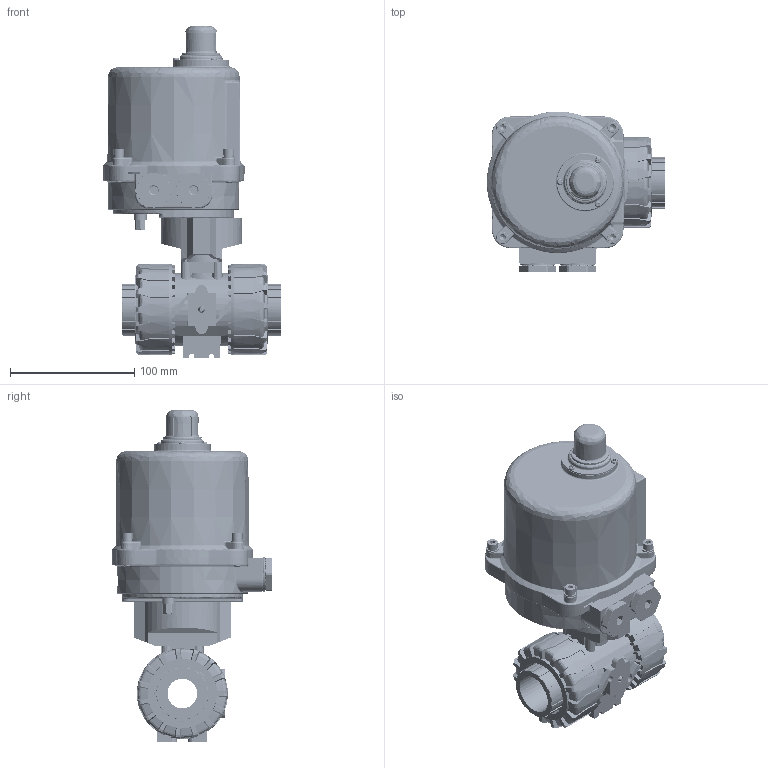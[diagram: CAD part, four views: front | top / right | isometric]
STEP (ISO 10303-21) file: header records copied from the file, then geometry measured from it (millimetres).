
FILE_DESCRIPTION (( 'STEP AP214' ), '1' );
FILE_NAME ('vkdiv032e.STEP', '2018-04-16T12:52:21', ( '' ), ( '' ), 'SwSTEP 2.0', 'SolidWorks 2014', '' );
FILE_SCHEMA (( 'AUTOMOTIVE_DESIGN' ));
Length unit declared in the file: millimetre
Products named in the file (24): OM1A90(油鏡視窗); OM1A72(油鏡固定座); 固定螺絲); -無字); OMA150A (本體座-PS); vkdiv032e_06; vkdiv032e_05; vkdiv032e_04; Fip adapter; vkdiv032e_03; OM1 (dimension); vkdiv032e_02; OMA157 (扒孕D動齒輪); vkdiv032e_01; TC 10-20-5(油封); KC 23-28-5(油封); vkdiv032e; OMA151 (出力軸); GOMS03 (防水塞橡膠華司)_2; GOMS02 (¨¾¤ô¶ë ¥¤À)_2; OM1比例式貼紙; M3x0.5x4L (丸頭十字螺絲)_1; OM1A92(開度指示); OM1A91(油鏡保驍)
Assembly tree (30 placements, depth 3):
  vkdiv032e
    vkdiv032e_01
    vkdiv032e_02
    vkdiv032e_03
    vkdiv032e_04
    vkdiv032e_05
    vkdiv032e_06
    OM1 (dimension)
      OMA150A (本體座-PS)
      -無字)
      固定螺絲)  x4
      OM1A72(油鏡固定座)
      OM1A90(油鏡視窗)
      OM1A91(油鏡保驍)
      OM1A92(開度指示)
      M3x0.5x4L (丸頭十字螺絲)_1  x3
      OM1比例式貼紙
      GOMS02 (¨¾¤ô¶ë ¥¤À)_2  x2
      GOMS03 (防水塞橡膠華司)_2  x2
      OMA151 (出力軸)
      KC 23-28-5(油封)
      TC 10-20-5(油封)
      OMA157 (扒孕D動齒輪)
    Fip adapter
Bounding box: 143.46 x 129.44 x 267.1 mm (x, y, z)
Volume: 731074.8 mm3; surface area: 288559.7 mm2
Topology: 28 solids, 29 shells, 5243 faces, 13961 edges, 8988 vertices
Faces by surface type: plane 2332, bspline 1308, cylinder 1035, cone 442, torus 124, sphere 2
Entity records: 218869 total; most frequent: CARTESIAN_POINT 99435, ORIENTED_EDGE 26340, DIRECTION 19104, EDGE_CURVE 13172, VERTEX_POINT 8527, LINE 6378, VECTOR 6378, AXIS2_PLACEMENT_3D 6363
